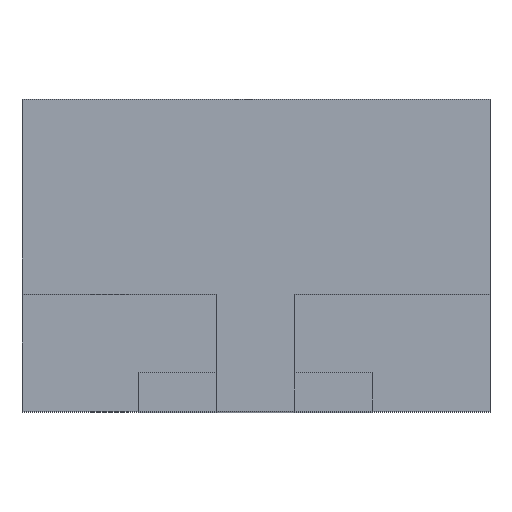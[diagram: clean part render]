
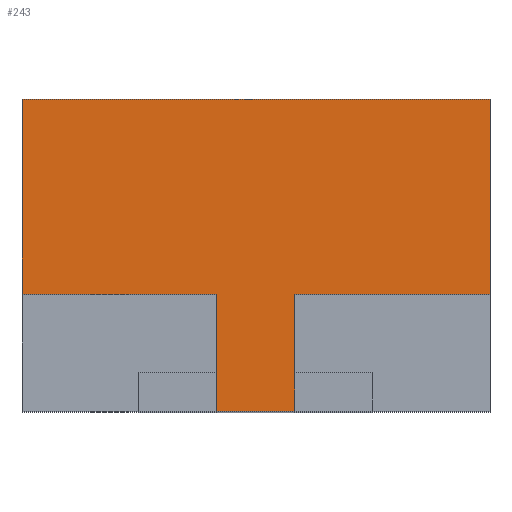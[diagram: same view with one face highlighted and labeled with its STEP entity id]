
A CAD part, top view. The second image highlights one B-rep face of the part: STEP entity #243.
In plain terms, the highlighted planar face has unit normal (0, 0, 1).
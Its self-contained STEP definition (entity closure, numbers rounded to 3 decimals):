
#3 = VERTEX_POINT ( 'NONE', #1012 ) ;
#20 = DIRECTION ( 'NONE',  ( 1., 0., 0. ) ) ;
#21 = DIRECTION ( 'NONE',  ( 0., -1., 0. ) ) ;
#29 = EDGE_CURVE ( 'NONE', #783, #1018, #708, .T. ) ;
#35 = CARTESIAN_POINT ( 'NONE',  ( -25., -100., 300. ) ) ;
#39 = CARTESIAN_POINT ( 'NONE',  ( 25., -100., 300. ) ) ;
#40 = LINE ( 'NONE', #999, #709 ) ;
#46 = EDGE_LOOP ( 'NONE', ( #868, #105, #1062, #940, #699, #372, #713, #611 ) ) ;
#48 = EDGE_CURVE ( 'NONE', #700, #65, #223, .T. ) ;
#65 = VERTEX_POINT ( 'NONE', #1105 ) ;
#105 = ORIENTED_EDGE ( 'NONE', *, *, #1038, .F. ) ;
#123 = DIRECTION ( 'NONE',  ( 1., 0., 0. ) ) ;
#136 = CARTESIAN_POINT ( 'NONE',  ( 150., 100., 300. ) ) ;
#165 = VECTOR ( 'NONE', #1048, 1000. ) ;
#188 = VERTEX_POINT ( 'NONE', #954 ) ;
#192 = LINE ( 'NONE', #136, #165 ) ;
#199 = CARTESIAN_POINT ( 'NONE',  ( -150., -100., 300. ) ) ;
#202 = EDGE_CURVE ( 'NONE', #3, #1018, #459, .T. ) ;
#223 = LINE ( 'NONE', #468, #936 ) ;
#243 = ADVANCED_FACE ( 'NONE', ( #515 ), #314, .T. ) ;
#255 = VERTEX_POINT ( 'NONE', #869 ) ;
#285 = CARTESIAN_POINT ( 'NONE',  ( -150., 100., 300. ) ) ;
#314 = PLANE ( 'NONE',  #840 ) ;
#324 = DIRECTION ( 'NONE',  ( 0., 0., 1. ) ) ;
#347 = CARTESIAN_POINT ( 'NONE',  ( -25., -25., 300. ) ) ;
#357 = DIRECTION ( 'NONE',  ( 0., -1., 0. ) ) ;
#372 = ORIENTED_EDGE ( 'NONE', *, *, #675, .T. ) ;
#396 = VECTOR ( 'NONE', #587, 1000. ) ;
#459 = LINE ( 'NONE', #39, #396 ) ;
#468 = CARTESIAN_POINT ( 'NONE',  ( -150., 100., 300. ) ) ;
#510 = DIRECTION ( 'NONE',  ( -1., 0., 0. ) ) ;
#515 = FACE_OUTER_BOUND ( 'NONE', #46, .T. ) ;
#531 = LINE ( 'NONE', #994, #694 ) ;
#560 = LINE ( 'NONE', #347, #960 ) ;
#587 = DIRECTION ( 'NONE',  ( 0., -1., 0. ) ) ;
#611 = ORIENTED_EDGE ( 'NONE', *, *, #48, .F. ) ;
#616 = EDGE_CURVE ( 'NONE', #255, #783, #934, .T. ) ;
#637 = VECTOR ( 'NONE', #21, 1000. ) ;
#645 = CARTESIAN_POINT ( 'NONE',  ( -25., -100., 300. ) ) ;
#675 = EDGE_CURVE ( 'NONE', #3, #1137, #40, .T. ) ;
#694 = VECTOR ( 'NONE', #357, 1000. ) ;
#699 = ORIENTED_EDGE ( 'NONE', *, *, #202, .F. ) ;
#700 = VERTEX_POINT ( 'NONE', #285 ) ;
#708 = LINE ( 'NONE', #199, #1136 ) ;
#709 = VECTOR ( 'NONE', #738, 1000. ) ;
#713 = ORIENTED_EDGE ( 'NONE', *, *, #871, .F. ) ;
#738 = DIRECTION ( 'NONE',  ( 1., 0., 0. ) ) ;
#758 = DIRECTION ( 'NONE',  ( 1., 0., 0. ) ) ;
#766 = CARTESIAN_POINT ( 'NONE',  ( -150., 100., 300. ) ) ;
#783 = VERTEX_POINT ( 'NONE', #35 ) ;
#802 = CARTESIAN_POINT ( 'NONE',  ( 25., -100., 300. ) ) ;
#816 = CARTESIAN_POINT ( 'NONE',  ( 150., -25., 300. ) ) ;
#840 = AXIS2_PLACEMENT_3D ( 'NONE', #766, #324, #758 ) ;
#868 = ORIENTED_EDGE ( 'NONE', *, *, #1148, .T. ) ;
#869 = CARTESIAN_POINT ( 'NONE',  ( -25., -25., 300. ) ) ;
#871 = EDGE_CURVE ( 'NONE', #65, #1137, #192, .T. ) ;
#934 = LINE ( 'NONE', #645, #637 ) ;
#936 = VECTOR ( 'NONE', #123, 1000. ) ;
#940 = ORIENTED_EDGE ( 'NONE', *, *, #29, .T. ) ;
#954 = CARTESIAN_POINT ( 'NONE',  ( -150., -25., 300. ) ) ;
#960 = VECTOR ( 'NONE', #510, 1000. ) ;
#994 = CARTESIAN_POINT ( 'NONE',  ( -150., 100., 300. ) ) ;
#999 = CARTESIAN_POINT ( 'NONE',  ( 25., -25., 300. ) ) ;
#1012 = CARTESIAN_POINT ( 'NONE',  ( 25., -25., 300. ) ) ;
#1018 = VERTEX_POINT ( 'NONE', #802 ) ;
#1038 = EDGE_CURVE ( 'NONE', #255, #188, #560, .T. ) ;
#1048 = DIRECTION ( 'NONE',  ( 0., -1., 0. ) ) ;
#1062 = ORIENTED_EDGE ( 'NONE', *, *, #616, .T. ) ;
#1105 = CARTESIAN_POINT ( 'NONE',  ( 150., 100., 300. ) ) ;
#1136 = VECTOR ( 'NONE', #20, 1000. ) ;
#1137 = VERTEX_POINT ( 'NONE', #816 ) ;
#1148 = EDGE_CURVE ( 'NONE', #700, #188, #531, .T. ) ;
